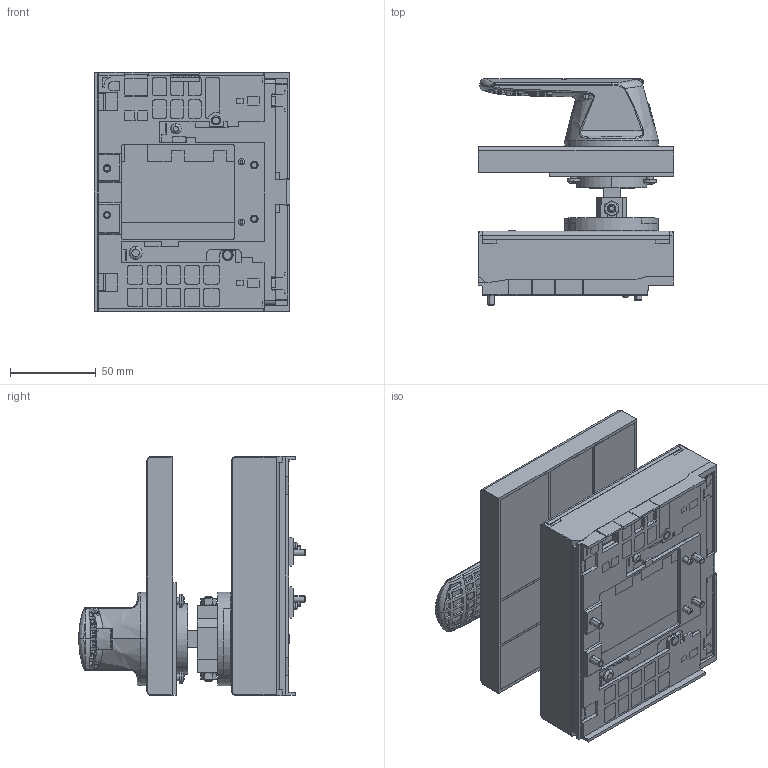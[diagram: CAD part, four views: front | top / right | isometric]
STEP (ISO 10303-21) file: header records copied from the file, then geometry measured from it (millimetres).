
FILE_DESCRIPTION((''),'2;1');
FILE_NAME('1SDH002065A1529_IGES','2020-07-03T11:37:56',('ITMADEL7'),(''),'CREO PARAMETRIC BY PTC INC, 2019030','CREO PARAMETRIC BY PTC INC, 2019030','');
FILE_SCHEMA(('AUTOMOTIVE_DESIGN { 1 0 10303 214 1 1 1 1 }'));
Products named in the file (1): 1SDH002065A1529_IGES
Bounding box: 114.25 x 132.14 x 139.53 mm (x, y, z)
Volume: 866937.5 mm3; surface area: 119733.6 mm2
Topology: 2 solids, 14 shells, 1752 faces, 4686 edges, 3072 vertices
Faces by surface type: plane 1209, cylinder 339, bspline 55, cone 53, torus 40, extrusion 35, sphere 19, revolution 2
Entity records: 65280 total; most frequent: CARTESIAN_POINT 21615, ORIENTED_EDGE 9340, DIRECTION 8245, EDGE_CURVE 4670, VECTOR 3125, LINE 3090, VERTEX_POINT 3072, AXIS2_PLACEMENT_3D 2559
